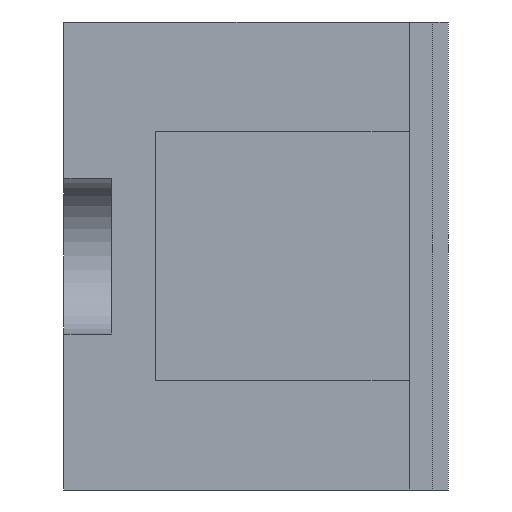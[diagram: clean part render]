
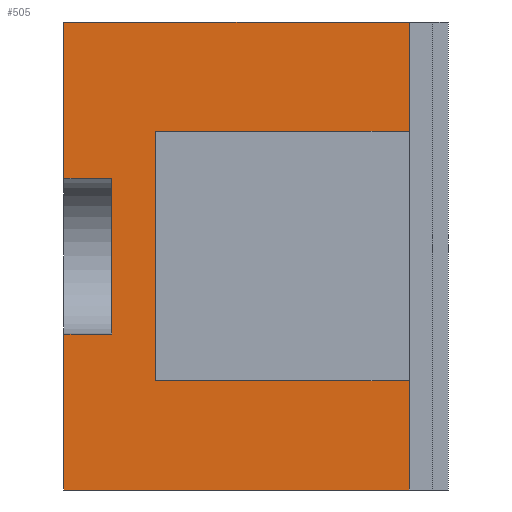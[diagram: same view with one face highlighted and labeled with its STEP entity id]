
A CAD part, front view. The second image highlights one B-rep face of the part: STEP entity #505.
In plain terms, the highlighted planar face has unit normal (0, -1, 0).
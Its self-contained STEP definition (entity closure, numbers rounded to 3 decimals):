
#40=FACE_OUTER_BOUND('',#67,.T.);
#67=EDGE_LOOP('',(#363,#364,#365,#366,#367,#368,#369,#370,#371,#372,#373,
#374));
#95=LINE('',#725,#157);
#98=LINE('',#733,#160);
#100=LINE('',#737,#162);
#105=LINE('',#746,#167);
#106=LINE('',#750,#168);
#107=LINE('',#755,#169);
#108=LINE('',#757,#170);
#109=LINE('',#759,#171);
#110=LINE('',#761,#172);
#111=LINE('',#763,#173);
#112=LINE('',#765,#174);
#113=LINE('',#766,#175);
#157=VECTOR('',#586,10.);
#160=VECTOR('',#591,10.);
#162=VECTOR('',#595,10.);
#167=VECTOR('',#602,10.);
#168=VECTOR('',#609,10.);
#169=VECTOR('',#614,10.);
#170=VECTOR('',#615,10.);
#171=VECTOR('',#616,10.);
#172=VECTOR('',#617,10.);
#173=VECTOR('',#618,10.);
#174=VECTOR('',#619,10.);
#175=VECTOR('',#620,10.);
#218=VERTEX_POINT('',#722);
#219=VERTEX_POINT('',#724);
#222=VERTEX_POINT('',#730);
#223=VERTEX_POINT('',#732);
#224=VERTEX_POINT('',#736);
#227=VERTEX_POINT('',#744);
#229=VERTEX_POINT('',#754);
#230=VERTEX_POINT('',#756);
#231=VERTEX_POINT('',#758);
#232=VERTEX_POINT('',#760);
#233=VERTEX_POINT('',#762);
#234=VERTEX_POINT('',#764);
#267=EDGE_CURVE('',#218,#219,#95,.T.);
#271=EDGE_CURVE('',#222,#223,#98,.T.);
#273=EDGE_CURVE('',#224,#219,#100,.T.);
#278=EDGE_CURVE('',#222,#227,#105,.T.);
#280=EDGE_CURVE('',#227,#224,#106,.T.);
#282=EDGE_CURVE('',#229,#218,#107,.T.);
#283=EDGE_CURVE('',#229,#230,#108,.T.);
#284=EDGE_CURVE('',#230,#231,#109,.T.);
#285=EDGE_CURVE('',#231,#232,#110,.T.);
#286=EDGE_CURVE('',#232,#233,#111,.T.);
#287=EDGE_CURVE('',#233,#234,#112,.T.);
#288=EDGE_CURVE('',#223,#234,#113,.T.);
#363=ORIENTED_EDGE('',*,*,#278,.T.);
#364=ORIENTED_EDGE('',*,*,#280,.T.);
#365=ORIENTED_EDGE('',*,*,#273,.T.);
#366=ORIENTED_EDGE('',*,*,#267,.F.);
#367=ORIENTED_EDGE('',*,*,#282,.F.);
#368=ORIENTED_EDGE('',*,*,#283,.T.);
#369=ORIENTED_EDGE('',*,*,#284,.T.);
#370=ORIENTED_EDGE('',*,*,#285,.T.);
#371=ORIENTED_EDGE('',*,*,#286,.T.);
#372=ORIENTED_EDGE('',*,*,#287,.T.);
#373=ORIENTED_EDGE('',*,*,#288,.F.);
#374=ORIENTED_EDGE('',*,*,#271,.F.);
#483=PLANE('',#548);
#505=ADVANCED_FACE('',(#40),#483,.T.);
#548=AXIS2_PLACEMENT_3D('',#753,#612,#613);
#586=DIRECTION('',(0.,0.,1.));
#591=DIRECTION('',(0.,0.,1.));
#595=DIRECTION('',(-1.,0.,0.));
#602=DIRECTION('',(1.,0.,0.));
#609=DIRECTION('',(0.,0.,-1.));
#612=DIRECTION('center_axis',(0.,-1.,0.));
#613=DIRECTION('ref_axis',(1.,0.,0.));
#614=DIRECTION('',(-1.,0.,0.));
#615=DIRECTION('',(0.,0.,1.));
#616=DIRECTION('',(-1.,0.,0.));
#617=DIRECTION('',(0.,0.,1.));
#618=DIRECTION('',(1.,0.,0.));
#619=DIRECTION('',(0.,0.,1.));
#620=DIRECTION('',(1.,0.,0.));
#722=CARTESIAN_POINT('',(2.464,-26.768,0.));
#724=CARTESIAN_POINT('',(2.464,-26.768,2.));
#725=CARTESIAN_POINT('',(2.464,-26.768,0.));
#730=CARTESIAN_POINT('',(2.464,-26.768,4.));
#732=CARTESIAN_POINT('',(2.464,-26.768,6.));
#733=CARTESIAN_POINT('',(2.464,-26.768,0.));
#736=CARTESIAN_POINT('',(3.074,-26.768,2.));
#737=CARTESIAN_POINT('',(2.464,-26.768,2.));
#744=CARTESIAN_POINT('',(3.074,-26.768,4.));
#746=CARTESIAN_POINT('',(2.464,-26.768,4.));
#750=CARTESIAN_POINT('',(3.074,-26.768,1.5));
#753=CARTESIAN_POINT('Origin',(2.464,-26.768,0.));
#754=CARTESIAN_POINT('',(6.889,-26.768,0.));
#755=CARTESIAN_POINT('',(4.639,-26.768,0.));
#756=CARTESIAN_POINT('',(6.889,-26.768,1.4));
#757=CARTESIAN_POINT('',(6.889,-26.768,0.));
#758=CARTESIAN_POINT('',(3.639,-26.768,1.4));
#759=CARTESIAN_POINT('',(4.676,-26.768,1.4));
#760=CARTESIAN_POINT('',(3.639,-26.768,4.6));
#761=CARTESIAN_POINT('',(3.639,-26.768,1.5));
#762=CARTESIAN_POINT('',(6.889,-26.768,4.6));
#763=CARTESIAN_POINT('',(4.676,-26.768,4.6));
#764=CARTESIAN_POINT('',(6.889,-26.768,6.));
#765=CARTESIAN_POINT('',(6.889,-26.768,0.));
#766=CARTESIAN_POINT('',(4.639,-26.768,6.));
